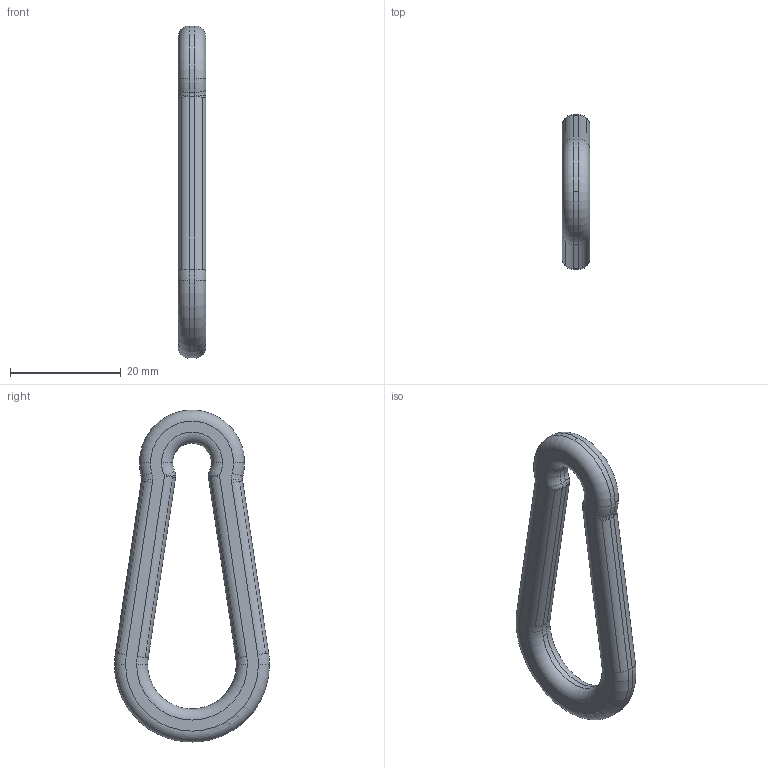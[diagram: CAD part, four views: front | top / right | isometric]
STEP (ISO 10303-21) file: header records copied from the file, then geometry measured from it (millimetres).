
FILE_DESCRIPTION(('STEP AP214'),'1');
FILE_NAME('cctmp_F7C173F0-9E8E-418B-8DFB-E12523F60950_2020_1_20_11_32_11_489..stp','2020-01-20T10:32:11',('Bosch Rexroth AG'),('CADClick - www.CADClick.com'),'Spatial InterOp 3D',' ','unknown authorization - (Healing Option Enabled)');
FILE_SCHEMA(('AUTOMOTIVE_DESIGN'));
Length unit declared in the file: millimetre
Products named in the file (1): 2020_01_20__11-32-11-489
Bounding box: 5 x 28 x 59.97 mm (x, y, z)
Volume: 3423.5 mm3; surface area: 2392.3 mm2
Topology: 1 solids, 1 shells, 74 faces, 192 edges, 112 vertices
Faces by surface type: torus 32, cylinder 28, sphere 8, plane 6
Entity records: 2876 total; most frequent: DIRECTION 478, CARTESIAN_POINT 371, ORIENTED_EDGE 368, AXIS2_PLACEMENT_3D 219, EDGE_CURVE 184, CIRCLE 144, VERTEX_POINT 112, EDGE_LOOP 76
